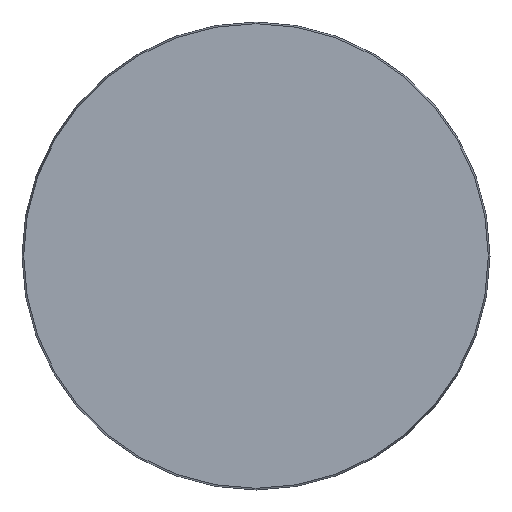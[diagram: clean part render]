
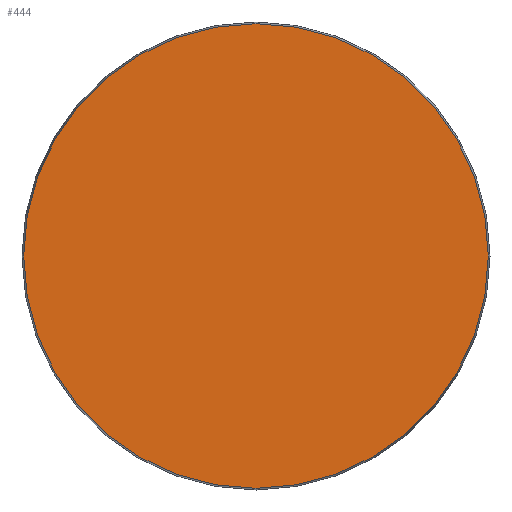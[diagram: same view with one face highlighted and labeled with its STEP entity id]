
A CAD part, front view. The second image highlights one B-rep face of the part: STEP entity #444.
In plain terms, the highlighted planar face has unit normal (0, -1, 0).
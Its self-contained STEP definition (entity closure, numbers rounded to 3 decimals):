
#12 = CIRCLE ( 'NONE', #406, 78.425 ) ;
#16 = CARTESIAN_POINT ( 'NONE',  ( 0., 0., -78.425 ) ) ;
#122 = FACE_OUTER_BOUND ( 'NONE', #495, .T. ) ;
#129 = DIRECTION ( 'NONE',  ( 0., 1., 0. ) ) ;
#172 = DIRECTION ( 'NONE',  ( 0., -1., 0. ) ) ;
#178 = ORIENTED_EDGE ( 'NONE', *, *, #550, .T. ) ;
#246 = CARTESIAN_POINT ( 'NONE',  ( -78.425, 0., 0. ) ) ;
#259 = DIRECTION ( 'NONE',  ( 0., 0., -1. ) ) ;
#261 = VERTEX_POINT ( 'NONE', #16 ) ;
#264 = CARTESIAN_POINT ( 'NONE',  ( 0., 0., 0. ) ) ;
#289 = DIRECTION ( 'NONE',  ( 0., 0., 1. ) ) ;
#331 = PLANE ( 'NONE',  #392 ) ;
#392 = AXIS2_PLACEMENT_3D ( 'NONE', #246, #129, #289 ) ;
#406 = AXIS2_PLACEMENT_3D ( 'NONE', #264, #172, #259 ) ;
#444 = ADVANCED_FACE ( 'NONE', ( #122 ), #331, .F. ) ;
#495 = EDGE_LOOP ( 'NONE', ( #178 ) ) ;
#550 = EDGE_CURVE ( 'NONE', #261, #261, #12, .T. ) ;
